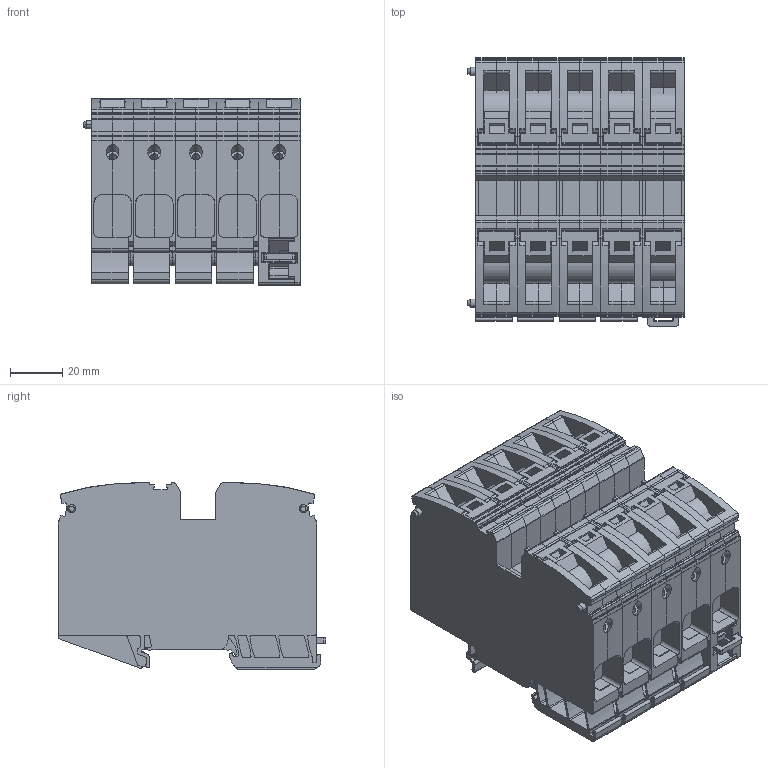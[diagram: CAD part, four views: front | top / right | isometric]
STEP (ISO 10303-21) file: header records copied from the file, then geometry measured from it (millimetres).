
FILE_DESCRIPTION(('CATIA V5 STEP Exchange','CAx-IF Rec.Pracs.--- Model Styling and Organization---1.4--- 2014-01-23'),'2;1');
FILE_NAME ('251906-2_4', '2021-08-04T05:33:15+00:00', ('none'), ('Weidmueller'), 'CATIA Version 5-6 Release 2016 SP3 HF44', 'CATIA V5 STEP AP214', 'none');
FILE_SCHEMA(('AUTOMOTIVE_DESIGN { 1 0 10303 214 1 1 1 1 }'));
Products named in the file (1): 2551540000
Bounding box: 83 x 102.92 x 71.5 mm (x, y, z)
Volume: 437951.1 mm3; surface area: 181449.4 mm2
Topology: 24 solids, 32 shells, 3360 faces, 10105 edges, 6849 vertices
Faces by surface type: plane 2247, cylinder 1009, cone 55, extrusion 38, bspline 9, torus 2
Entity records: 116444 total; most frequent: CARTESIAN_POINT 24988, ORIENTED_EDGE 20210, DIRECTION 15298, EDGE_CURVE 10105, VECTOR 7662, LINE 7624, VERTEX_POINT 6849, AXIS2_PLACEMENT_3D 4781
